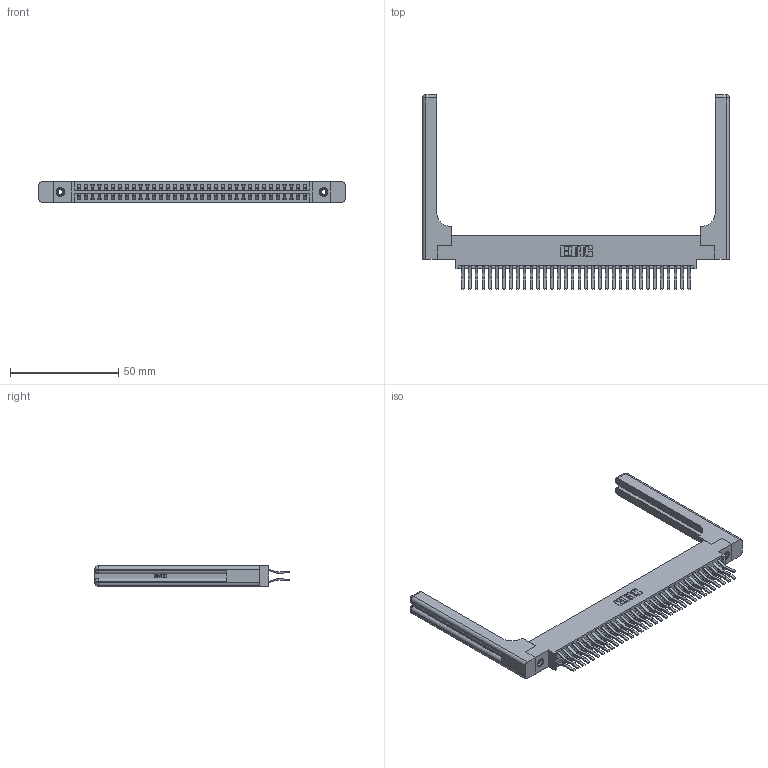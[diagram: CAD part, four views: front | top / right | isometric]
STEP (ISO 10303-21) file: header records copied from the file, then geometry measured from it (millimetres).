
FILE_DESCRIPTION (( 'STEP AP203' ), '1' );
FILE_NAME ('346-068-560-858.STEP', '2022-05-24T20:29:59', ( '' ), ( '' ), 'SwSTEP 2.0', 'SolidWorks 2020', '' );
FILE_SCHEMA (( 'CONFIG_CONTROL_DESIGN' ));
Length unit declared in the file: inch
Products named in the file (5): 346-068-560-858; 345-250-001_345-250-001-102; 346-220-058_345-220-058; 346 Part_0.170 Offset - 0.156 Dia-TH; 345-292-001_560 Tail
Assembly tree (73 placements, depth 2):
  346-068-560-858
    346 Part_0.170 Offset - 0.156 Dia-TH
    345-292-001_560 Tail  x68
    345-250-001_345-250-001-102  x2
    346-220-058_345-220-058  x2
Bounding box: 142.01 x 90.05 x 9.4 mm (x, y, z)
Volume: 21553 mm3; surface area: 25575 mm2
Topology: 73 solids, 73 shells, 4068 faces, 11991 edges, 7882 vertices
Faces by surface type: plane 2622, cylinder 1386, bspline 36, cone 12, sphere 8, torus 4
Entity records: 29084 total; most frequent: CARTESIAN_POINT 5819, ORIENTED_EDGE 4548, DIRECTION 4114, EDGE_CURVE 2274, VECTOR 1910, LINE 1910, VERTEX_POINT 1506, AXIS2_PLACEMENT_3D 1102
